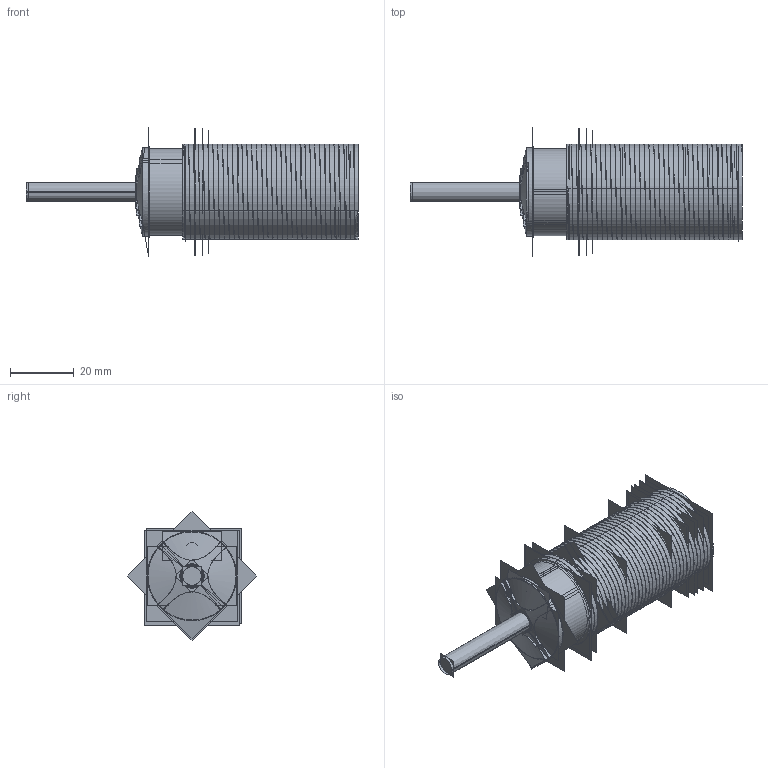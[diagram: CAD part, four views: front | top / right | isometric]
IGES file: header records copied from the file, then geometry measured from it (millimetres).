
Start section:  PTC IGES file: 156668.igs
Global section: file name: 156668.igs; native system: Creo Parametric by Parametric Technology Corporation; preprocessor: 2013230; author: PDMAdmin; organization: Unknown; date: 20160407.134325; units: millimetre
Bounding box: 104.3 x 40.72 x 40.72 mm (x, y, z)
Volume: 12086.5 mm3; surface area: 383719.4 mm2
Topology: 6 solids, 8 shells, 548 faces, 2808 edges, 3592 vertices
Faces by surface type: revolution 350, bspline 198
